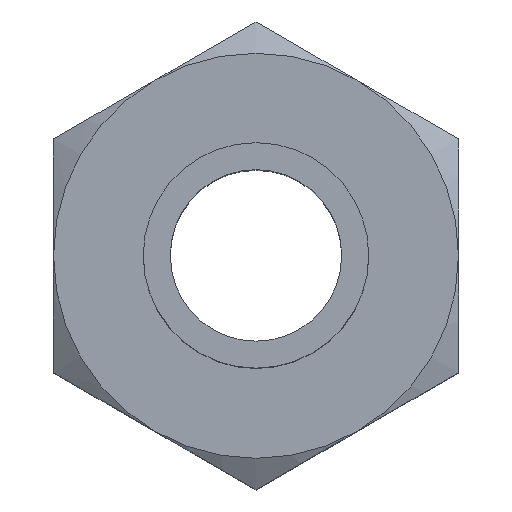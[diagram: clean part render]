
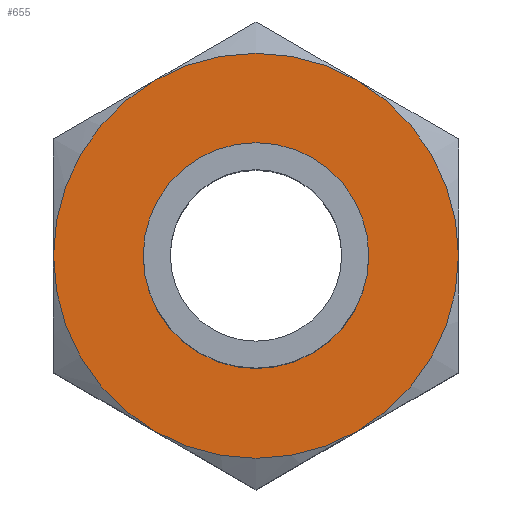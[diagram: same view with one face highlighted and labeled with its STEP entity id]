
A CAD part, top view. The second image highlights one B-rep face of the part: STEP entity #655.
In plain terms, the highlighted planar face has unit normal (0, 0, 1).
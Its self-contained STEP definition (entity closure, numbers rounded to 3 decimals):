
#38=PLANE('',#715);
#50=CIRCLE('',#671,30.);
#51=CIRCLE('',#673,30.);
#52=CIRCLE('',#675,30.);
#53=CIRCLE('',#677,30.);
#54=CIRCLE('',#679,30.);
#55=CIRCLE('',#681,30.);
#66=CIRCLE('',#701,16.7);
#131=ORIENTED_EDGE('',*,*,#225,.T.);
#132=ORIENTED_EDGE('',*,*,#189,.F.);
#133=ORIENTED_EDGE('',*,*,#191,.F.);
#134=ORIENTED_EDGE('',*,*,#197,.F.);
#135=ORIENTED_EDGE('',*,*,#202,.F.);
#136=ORIENTED_EDGE('',*,*,#196,.F.);
#137=ORIENTED_EDGE('',*,*,#187,.F.);
#187=EDGE_CURVE('',#242,#240,#50,.T.);
#189=EDGE_CURVE('',#244,#242,#51,.T.);
#191=EDGE_CURVE('',#245,#244,#52,.T.);
#196=EDGE_CURVE('',#240,#247,#53,.T.);
#197=EDGE_CURVE('',#249,#245,#54,.T.);
#202=EDGE_CURVE('',#247,#249,#55,.T.);
#225=EDGE_CURVE('',#268,#268,#66,.F.);
#240=VERTEX_POINT('',#855);
#242=VERTEX_POINT('',#861);
#244=VERTEX_POINT('',#869);
#245=VERTEX_POINT('',#878);
#247=VERTEX_POINT('',#895);
#249=VERTEX_POINT('',#904);
#268=VERTEX_POINT('',#1014);
#333=EDGE_LOOP('',(#131));
#334=EDGE_LOOP('',(#132,#133,#134,#135,#136,#137));
#379=FACE_BOUND('',#333,.T.);
#380=FACE_BOUND('',#334,.T.);
#655=ADVANCED_FACE('',(#379,#380),#38,.T.);
#671=AXIS2_PLACEMENT_3D('',#862,#731,#732);
#673=AXIS2_PLACEMENT_3D('',#870,#735,#736);
#675=AXIS2_PLACEMENT_3D('',#877,#739,#740);
#677=AXIS2_PLACEMENT_3D('',#901,#743,#744);
#679=AXIS2_PLACEMENT_3D('',#903,#747,#748);
#681=AXIS2_PLACEMENT_3D('',#925,#751,#752);
#701=AXIS2_PLACEMENT_3D('',#1013,#791,#792);
#715=AXIS2_PLACEMENT_3D('',#1034,#819,#820);
#731=DIRECTION('',(0.,0.,-1.));
#732=DIRECTION('',(-1.,0.,0.));
#735=DIRECTION('',(0.,0.,-1.));
#736=DIRECTION('',(-1.,0.,0.));
#739=DIRECTION('',(0.,0.,-1.));
#740=DIRECTION('',(-1.,0.,0.));
#743=DIRECTION('',(0.,0.,-1.));
#744=DIRECTION('',(-1.,0.,0.));
#747=DIRECTION('',(0.,0.,-1.));
#748=DIRECTION('',(-1.,0.,0.));
#751=DIRECTION('',(0.,0.,-1.));
#752=DIRECTION('',(-1.,0.,0.));
#791=DIRECTION('',(0.,0.,1.));
#792=DIRECTION('',(1.,0.,0.));
#819=DIRECTION('',(0.,0.,1.));
#820=DIRECTION('',(1.,0.,0.));
#855=CARTESIAN_POINT('',(30.,0.,-34.));
#861=CARTESIAN_POINT('',(15.,25.981,-34.));
#862=CARTESIAN_POINT('',(0.,0.,-34.));
#869=CARTESIAN_POINT('',(-15.,25.981,-34.));
#870=CARTESIAN_POINT('',(0.,0.,-34.));
#877=CARTESIAN_POINT('',(0.,0.,-34.));
#878=CARTESIAN_POINT('',(-30.,0.,-34.));
#895=CARTESIAN_POINT('',(15.,-25.981,-34.));
#901=CARTESIAN_POINT('',(0.,0.,-34.));
#903=CARTESIAN_POINT('',(0.,0.,-34.));
#904=CARTESIAN_POINT('',(-15.,-25.981,-34.));
#925=CARTESIAN_POINT('',(0.,0.,-34.));
#1013=CARTESIAN_POINT('',(0.,0.,-34.));
#1014=CARTESIAN_POINT('',(16.7,0.,-34.));
#1034=CARTESIAN_POINT('',(0.,30.,-34.));
